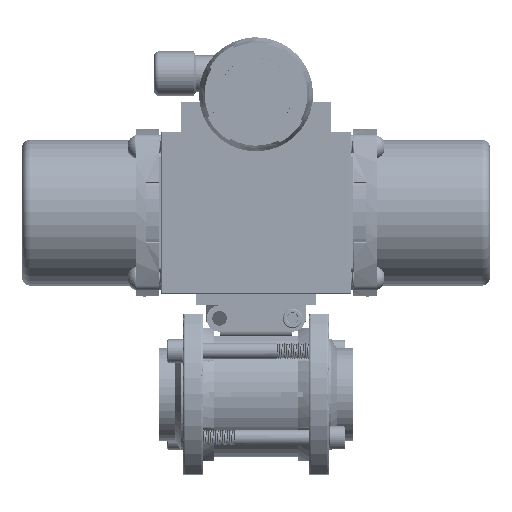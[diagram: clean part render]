
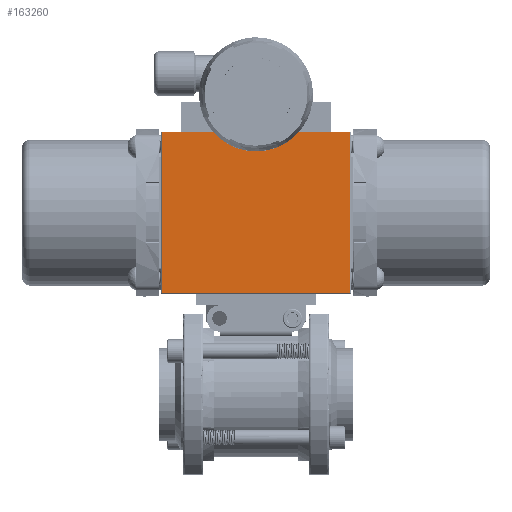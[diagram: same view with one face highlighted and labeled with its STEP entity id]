
A CAD part, top view. The second image highlights one B-rep face of the part: STEP entity #163260.
In plain terms, the highlighted planar face has unit normal (0, 0, 1).
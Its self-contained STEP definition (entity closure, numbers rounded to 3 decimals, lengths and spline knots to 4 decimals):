
#14224 = EDGE_CURVE ( 'NONE', #210599, #23766, #218427, .T. ) ;
#23114 = CARTESIAN_POINT ( 'NONE',  ( -2.253, 6.283, 1.55 ) ) ;
#23766 = VERTEX_POINT ( 'NONE', #138621 ) ;
#25286 = ORIENTED_EDGE ( 'NONE', *, *, #29699, .T. ) ;
#29699 = EDGE_CURVE ( 'NONE', #174773, #75562, #164080, .T. ) ;
#30952 = CARTESIAN_POINT ( 'NONE',  ( -2.273, 6.303, 1.55 ) ) ;
#38759 = CARTESIAN_POINT ( 'NONE',  ( -2.253, 2.403, 1.55 ) ) ;
#56215 = AXIS2_PLACEMENT_3D ( 'NONE', #30952, #103456, #229531 ) ;
#68228 = VECTOR ( 'NONE', #87080, 39.3701 ) ;
#70984 = EDGE_CURVE ( 'NONE', #23766, #174773, #115919, .T. ) ;
#75562 = VERTEX_POINT ( 'NONE', #226984 ) ;
#87080 = DIRECTION ( 'NONE',  ( 0., 1., 0. ) ) ;
#101827 = LINE ( 'NONE', #204918, #191977 ) ;
#103456 = DIRECTION ( 'NONE',  ( 0., 0., -1. ) ) ;
#112278 = DIRECTION ( 'NONE',  ( 1., 0., 0. ) ) ;
#115919 = LINE ( 'NONE', #128752, #211797 ) ;
#116895 = CARTESIAN_POINT ( 'NONE',  ( 2.253, 2.423, 1.55 ) ) ;
#128752 = CARTESIAN_POINT ( 'NONE',  ( -2.273, 2.423, 1.55 ) ) ;
#132334 = ORIENTED_EDGE ( 'NONE', *, *, #184392, .T. ) ;
#138621 = CARTESIAN_POINT ( 'NONE',  ( -2.253, 2.423, 1.55 ) ) ;
#141414 = CARTESIAN_POINT ( 'NONE',  ( 2.253, 6.303, 1.55 ) ) ;
#156955 = PLANE ( 'NONE',  #56215 ) ;
#163260 = ADVANCED_FACE ( 'NONE', ( #169540 ), #156955, .F. ) ;
#164056 = ORIENTED_EDGE ( 'NONE', *, *, #14224, .T. ) ;
#164080 = LINE ( 'NONE', #141414, #68228 ) ;
#169540 = FACE_OUTER_BOUND ( 'NONE', #200045, .T. ) ;
#170120 = ORIENTED_EDGE ( 'NONE', *, *, #70984, .T. ) ;
#170396 = VECTOR ( 'NONE', #201101, 39.3701 ) ;
#174773 = VERTEX_POINT ( 'NONE', #116895 ) ;
#184392 = EDGE_CURVE ( 'NONE', #75562, #210599, #101827, .T. ) ;
#191977 = VECTOR ( 'NONE', #223037, 39.3701 ) ;
#200045 = EDGE_LOOP ( 'NONE', ( #25286, #132334, #164056, #170120 ) ) ;
#201101 = DIRECTION ( 'NONE',  ( 0., -1., 0. ) ) ;
#204918 = CARTESIAN_POINT ( 'NONE',  ( -2.273, 6.283, 1.55 ) ) ;
#210599 = VERTEX_POINT ( 'NONE', #23114 ) ;
#211797 = VECTOR ( 'NONE', #112278, 39.3701 ) ;
#218427 = LINE ( 'NONE', #38759, #170396 ) ;
#223037 = DIRECTION ( 'NONE',  ( -1., 0., 0. ) ) ;
#226984 = CARTESIAN_POINT ( 'NONE',  ( 2.253, 6.283, 1.55 ) ) ;
#229531 = DIRECTION ( 'NONE',  ( 0., -1., 0. ) ) ;
